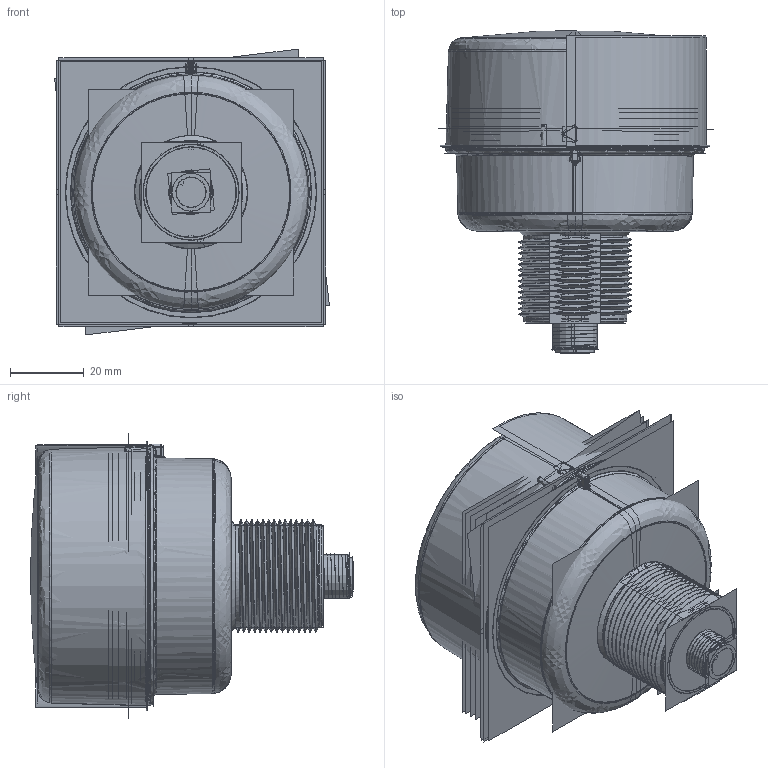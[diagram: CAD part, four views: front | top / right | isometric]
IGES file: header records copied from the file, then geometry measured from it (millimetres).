
Start section:  PTC IGES file: 224731.igs
Global section: file name: 224731.igs; native system: Creo Parametric by PTC Inc.; preprocessor: 2019292; author: PDMAdmin; organization: Unknown; date: 20210727.105804; units: millimetre
Bounding box: 74.34 x 87.28 x 77.3 mm (x, y, z)
Volume: 81032.2 mm3; surface area: 455977.3 mm2
Topology: 26 solids, 30 shells, 3704 faces, 23290 edges, 32025 vertices
Faces by surface type: bspline 1920, revolution 1784
